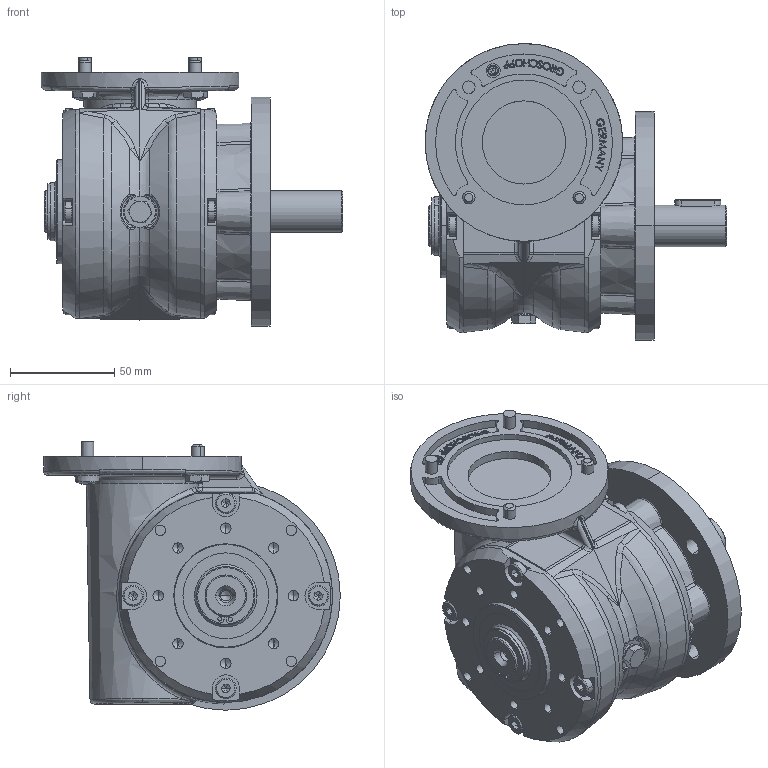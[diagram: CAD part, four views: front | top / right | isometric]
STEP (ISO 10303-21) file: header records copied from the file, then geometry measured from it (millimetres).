
FILE_DESCRIPTION (( 'STEP AP203' ), '1' );
FILE_NAME ('VE40-D1-H mit Flansch und Welle rechts-+-2521016000-+-2513455-9851_a_Bl.2v.4.STEP', '2018-03-28T11:35:02', ( '' ), ( '' ), 'SwSTEP 2.0', 'SolidWorks 2017', '' );
FILE_SCHEMA (( 'CONFIG_CONTROL_DESIGN' ));
Length unit declared in the file: millimetre
Products named in the file (1): VE40-D1-H mit Flansch und Welle rechts-+-2521016000-+-2513455-9851_a_Bl.2v.4
Bounding box: 145 x 142.5 x 129 mm (x, y, z)
Volume: 842466.9 mm3; surface area: 110942.4 mm2
Topology: 2 solids, 2 shells, 1357 faces, 3305 edges, 2034 vertices
Faces by surface type: plane 523, cylinder 249, bspline 236, cone 205, torus 92, sphere 52
Entity records: 50256 total; most frequent: CARTESIAN_POINT 19932, ORIENTED_EDGE 6562, DIRECTION 5964, EDGE_CURVE 3281, AXIS2_PLACEMENT_3D 2277, VERTEX_POINT 2034, EDGE_LOOP 1475, LINE 1410
